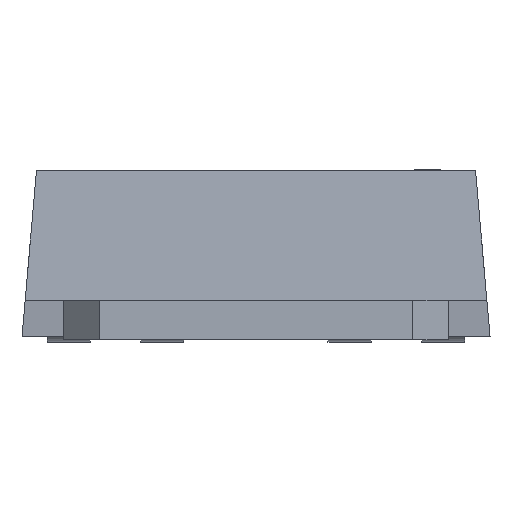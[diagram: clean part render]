
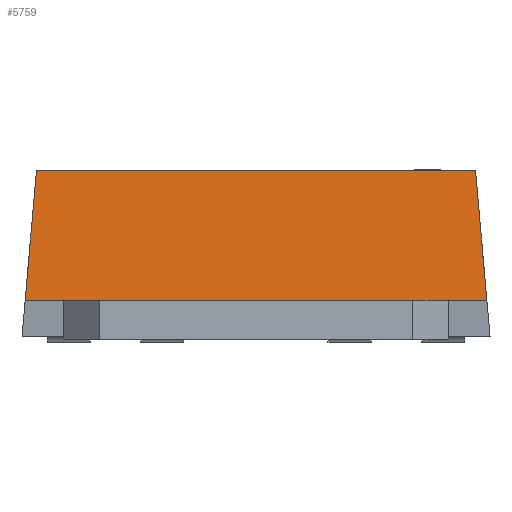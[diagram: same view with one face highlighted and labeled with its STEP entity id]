
A CAD part, left-side view. The second image highlights one B-rep face of the part: STEP entity #5759.
In plain terms, the highlighted planar face has unit normal (-0.996, 0, 0.087).
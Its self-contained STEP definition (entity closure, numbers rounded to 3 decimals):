
#459 = CARTESIAN_POINT ( 'NONE',  ( -2.743, -3.049, 2.3 ) ) ;
#536 = EDGE_CURVE ( 'NONE', #14027, #14219, #9285, .T. ) ;
#995 = ORIENTED_EDGE ( 'NONE', *, *, #8630, .T. ) ;
#1142 = VERTEX_POINT ( 'NONE', #6096 ) ;
#1600 = DIRECTION ( 'NONE',  ( 0., -1., 0. ) ) ;
#1622 = VECTOR ( 'NONE', #1600, 1000. ) ;
#1677 = CARTESIAN_POINT ( 'NONE',  ( -2.9, -3.25, 0.5 ) ) ;
#1735 = CARTESIAN_POINT ( 'NONE',  ( -2.9, -3.25, 0.5 ) ) ;
#1767 = VERTEX_POINT ( 'NONE', #2643 ) ;
#1925 = ORIENTED_EDGE ( 'NONE', *, *, #536, .F. ) ;
#2467 = LINE ( 'NONE', #10393, #10840 ) ;
#2560 = DIRECTION ( 'NONE',  ( -0.087, 0.087, -0.992 ) ) ;
#2643 = CARTESIAN_POINT ( 'NONE',  ( -2.9, -3.206, 0.5 ) ) ;
#2849 = LINE ( 'NONE', #1735, #10315 ) ;
#3248 = ORIENTED_EDGE ( 'NONE', *, *, #10799, .F. ) ;
#4095 = CARTESIAN_POINT ( 'NONE',  ( -2.72, -3.026, 2.563 ) ) ;
#4555 = DIRECTION ( 'NONE',  ( 0., -1., 0. ) ) ;
#4594 = DIRECTION ( 'NONE',  ( 0., -1., 0. ) ) ;
#4643 = CARTESIAN_POINT ( 'NONE',  ( -2.743, 0., 2.3 ) ) ;
#4670 = DIRECTION ( 'NONE',  ( 0.996, 0., -0.087 ) ) ;
#5128 = ORIENTED_EDGE ( 'NONE', *, *, #7554, .T. ) ;
#5293 = LINE ( 'NONE', #1677, #1622 ) ;
#5759 = ADVANCED_FACE ( 'NONE', ( #11252 ), #8204, .F. ) ;
#6096 = CARTESIAN_POINT ( 'NONE',  ( -2.9, -2.675, 0.5 ) ) ;
#6860 = ORIENTED_EDGE ( 'NONE', *, *, #11970, .T. ) ;
#7077 = DIRECTION ( 'NONE',  ( 0., -1., 0. ) ) ;
#7554 = EDGE_CURVE ( 'NONE', #14027, #11468, #13687, .T. ) ;
#8123 = DIRECTION ( 'NONE',  ( 0., -1., 0. ) ) ;
#8204 = PLANE ( 'NONE',  #10294 ) ;
#8294 = EDGE_LOOP ( 'NONE', ( #1925, #5128, #13369, #6860, #995, #3248 ) ) ;
#8585 = DIRECTION ( 'NONE',  ( -0.087, -0.087, -0.992 ) ) ;
#8630 = EDGE_CURVE ( 'NONE', #1142, #1767, #2467, .T. ) ;
#8990 = CARTESIAN_POINT ( 'NONE',  ( -2.72, 3.026, 2.563 ) ) ;
#9285 = LINE ( 'NONE', #4643, #12817 ) ;
#9700 = LINE ( 'NONE', #4095, #11275 ) ;
#10294 = AXIS2_PLACEMENT_3D ( 'NONE', #11551, #4670, #4594 ) ;
#10306 = VERTEX_POINT ( 'NONE', #14184 ) ;
#10315 = VECTOR ( 'NONE', #8123, 1000. ) ;
#10393 = CARTESIAN_POINT ( 'NONE',  ( -2.9, -3.25, 0.5 ) ) ;
#10799 = EDGE_CURVE ( 'NONE', #14219, #1767, #9700, .T. ) ;
#10840 = VECTOR ( 'NONE', #4555, 1000. ) ;
#11252 = FACE_OUTER_BOUND ( 'NONE', #8294, .T. ) ;
#11275 = VECTOR ( 'NONE', #8585, 1000. ) ;
#11468 = VERTEX_POINT ( 'NONE', #14082 ) ;
#11551 = CARTESIAN_POINT ( 'NONE',  ( -2.743, 0., 2.3 ) ) ;
#11728 = VECTOR ( 'NONE', #2560, 1000. ) ;
#11738 = CARTESIAN_POINT ( 'NONE',  ( -2.743, 3.049, 2.3 ) ) ;
#11970 = EDGE_CURVE ( 'NONE', #10306, #1142, #2849, .T. ) ;
#12817 = VECTOR ( 'NONE', #7077, 1000. ) ;
#13369 = ORIENTED_EDGE ( 'NONE', *, *, #13948, .T. ) ;
#13687 = LINE ( 'NONE', #8990, #11728 ) ;
#13948 = EDGE_CURVE ( 'NONE', #11468, #10306, #5293, .T. ) ;
#14027 = VERTEX_POINT ( 'NONE', #11738 ) ;
#14082 = CARTESIAN_POINT ( 'NONE',  ( -2.9, 3.206, 0.5 ) ) ;
#14184 = CARTESIAN_POINT ( 'NONE',  ( -2.9, 2.675, 0.5 ) ) ;
#14219 = VERTEX_POINT ( 'NONE', #459 ) ;
